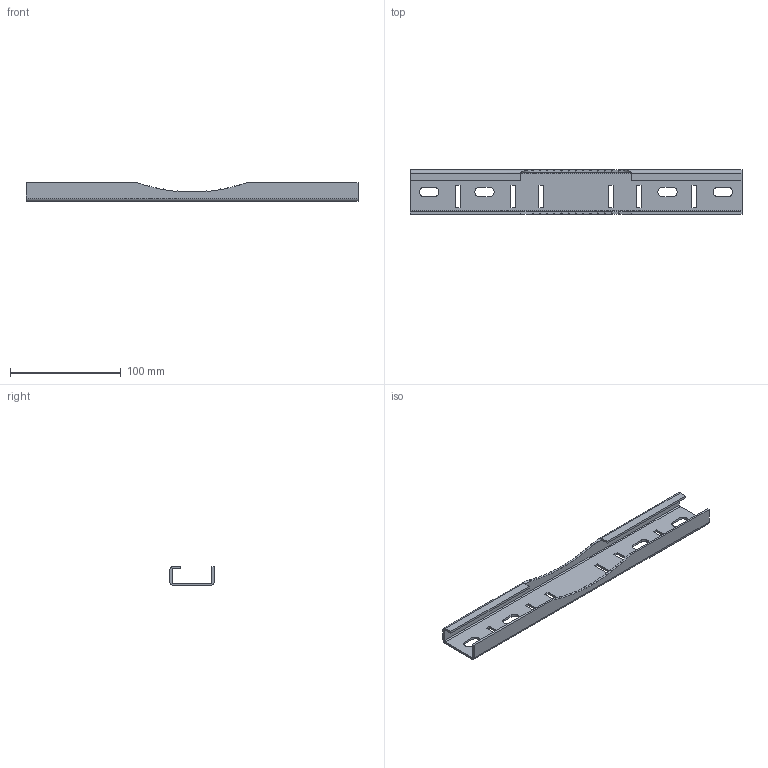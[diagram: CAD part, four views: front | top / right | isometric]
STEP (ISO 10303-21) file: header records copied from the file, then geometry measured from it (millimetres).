
FILE_DESCRIPTION (( 'STEP AP203' ), '1' );
FILE_NAME ('R5FB300.STEP', '2018-01-25T11:37:54', ( '' ), ( '' ), 'SwSTEP 2.0', 'SolidWorks 2017', '' );
FILE_SCHEMA (( 'CONFIG_CONTROL_DESIGN' ));
Length unit declared in the file: millimetre
Products named in the file (1): R5FB300
Bounding box: 300 x 40 x 17 mm (x, y, z)
Volume: 39458 mm3; surface area: 41968.3 mm2
Topology: 1 solids, 1 shells, 152 faces, 442 edges, 292 vertices
Faces by surface type: plane 102, cylinder 48, bspline 2
Entity records: 5321 total; most frequent: CARTESIAN_POINT 1111, ORIENTED_EDGE 884, DIRECTION 832, EDGE_CURVE 442, LINE 346, VECTOR 346, VERTEX_POINT 292, AXIS2_PLACEMENT_3D 243
